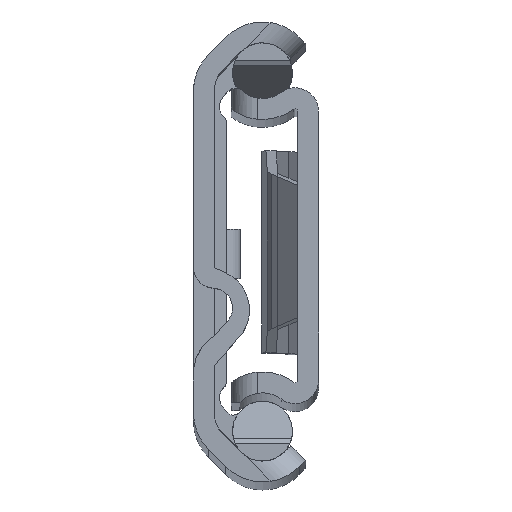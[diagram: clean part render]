
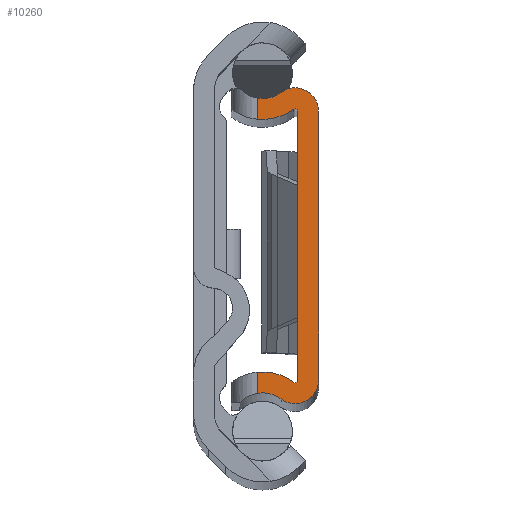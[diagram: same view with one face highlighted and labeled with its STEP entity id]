
A CAD part, top view. The second image highlights one B-rep face of the part: STEP entity #10260.
In plain terms, the highlighted planar face has unit normal (0, 0, 1).
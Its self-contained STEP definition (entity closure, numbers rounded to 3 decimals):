
#58 = VECTOR ( 'NONE', #1250, 1000. ) ;
#393 = ORIENTED_EDGE ( 'NONE', *, *, #4672, .T. ) ;
#497 = CIRCLE ( 'NONE', #4351, 3.98 ) ;
#522 = LINE ( 'NONE', #6578, #2883 ) ;
#659 = VERTEX_POINT ( 'NONE', #10682 ) ;
#725 = VERTEX_POINT ( 'NONE', #10286 ) ;
#727 = DIRECTION ( 'NONE',  ( 0., -1., 0. ) ) ;
#817 = EDGE_CURVE ( 'NONE', #1618, #725, #3455, .T. ) ;
#840 = VERTEX_POINT ( 'NONE', #3877 ) ;
#874 = VERTEX_POINT ( 'NONE', #10777 ) ;
#1250 = DIRECTION ( 'NONE',  ( 0., -1., 0. ) ) ;
#1320 = DIRECTION ( 'NONE',  ( 1., 0., 0. ) ) ;
#1459 = ORIENTED_EDGE ( 'NONE', *, *, #817, .T. ) ;
#1618 = VERTEX_POINT ( 'NONE', #8229 ) ;
#1828 = DIRECTION ( 'NONE',  ( 1., 0., 0. ) ) ;
#1975 = CIRCLE ( 'NONE', #11756, 1.8 ) ;
#2029 = VERTEX_POINT ( 'NONE', #12574 ) ;
#2721 = CARTESIAN_POINT ( 'NONE',  ( -4.3, 13.67, 0. ) ) ;
#2883 = VECTOR ( 'NONE', #4394, 1000. ) ;
#2930 = CARTESIAN_POINT ( 'NONE',  ( -2.877, 11.763, 0. ) ) ;
#2987 = AXIS2_PLACEMENT_3D ( 'NONE', #9845, #11899, #1320 ) ;
#3301 = CARTESIAN_POINT ( 'NONE',  ( -4.7, -9.71, 0. ) ) ;
#3455 = LINE ( 'NONE', #6412, #9590 ) ;
#3596 = DIRECTION ( 'NONE',  ( 0., 1., 0. ) ) ;
#3877 = CARTESIAN_POINT ( 'NONE',  ( -4.7, 11.324, 0. ) ) ;
#3991 = EDGE_CURVE ( 'NONE', #8928, #6666, #522, .T. ) ;
#4235 = CARTESIAN_POINT ( 'NONE',  ( -4.3, 13.67, 0. ) ) ;
#4244 = EDGE_CURVE ( 'NONE', #6666, #874, #8217, .T. ) ;
#4335 = CARTESIAN_POINT ( 'NONE',  ( -1.92, -10.48, 0. ) ) ;
#4351 = AXIS2_PLACEMENT_3D ( 'NONE', #2721, #8724, #1828 ) ;
#4394 = DIRECTION ( 'NONE',  ( 0., -1., 0. ) ) ;
#4439 = ORIENTED_EDGE ( 'NONE', *, *, #10593, .T. ) ;
#4445 = ORIENTED_EDGE ( 'NONE', *, *, #5931, .T. ) ;
#4504 = ORIENTED_EDGE ( 'NONE', *, *, #4951, .T. ) ;
#4672 = EDGE_CURVE ( 'NONE', #2029, #8287, #10444, .T. ) ;
#4930 = AXIS2_PLACEMENT_3D ( 'NONE', #7755, #9666, #5838 ) ;
#4951 = EDGE_CURVE ( 'NONE', #840, #12010, #6099, .T. ) ;
#5043 = ORIENTED_EDGE ( 'NONE', *, *, #7837, .T. ) ;
#5054 = DIRECTION ( 'NONE',  ( 0., 0., 1. ) ) ;
#5204 = CARTESIAN_POINT ( 'NONE',  ( -4.7, 9.71, 0. ) ) ;
#5541 = DIRECTION ( 'NONE',  ( 0., 0., 1. ) ) ;
#5590 = CIRCLE ( 'NONE', #9263, 2.38 ) ;
#5642 = CARTESIAN_POINT ( 'NONE',  ( 0., 10.32, 0. ) ) ;
#5838 = DIRECTION ( 'NONE',  ( 1., 0., 0. ) ) ;
#5931 = EDGE_CURVE ( 'NONE', #8287, #840, #5590, .T. ) ;
#5953 = ORIENTED_EDGE ( 'NONE', *, *, #4244, .T. ) ;
#6046 = AXIS2_PLACEMENT_3D ( 'NONE', #7795, #5054, #8758 ) ;
#6047 = DIRECTION ( 'NONE',  ( 1., 0., 0. ) ) ;
#6099 = LINE ( 'NONE', #9976, #58 ) ;
#6143 = VERTEX_POINT ( 'NONE', #10669 ) ;
#6246 = DIRECTION ( 'NONE',  ( 1., 0., 0. ) ) ;
#6412 = CARTESIAN_POINT ( 'NONE',  ( -1.6, 0., 0. ) ) ;
#6465 = CIRCLE ( 'NONE', #10718, 0.2 ) ;
#6578 = CARTESIAN_POINT ( 'NONE',  ( -4.7, 10.32, 0. ) ) ;
#6666 = VERTEX_POINT ( 'NONE', #11808 ) ;
#6821 = DIRECTION ( 'NONE',  ( 1., 0., 0. ) ) ;
#6859 = CIRCLE ( 'NONE', #6046, 3.98 ) ;
#7014 = ORIENTED_EDGE ( 'NONE', *, *, #3991, .T. ) ;
#7530 = EDGE_CURVE ( 'NONE', #12010, #659, #497, .T. ) ;
#7573 = ORIENTED_EDGE ( 'NONE', *, *, #9540, .T. ) ;
#7583 = CARTESIAN_POINT ( 'NONE',  ( -1.8, 10.32, 0. ) ) ;
#7687 = LINE ( 'NONE', #5642, #8856 ) ;
#7755 = CARTESIAN_POINT ( 'NONE',  ( -1.8, 10.32, 0. ) ) ;
#7795 = CARTESIAN_POINT ( 'NONE',  ( -4.3, -13.67, 0. ) ) ;
#7837 = EDGE_CURVE ( 'NONE', #6143, #2029, #7687, .T. ) ;
#7860 = DIRECTION ( 'NONE',  ( 1., 0., 0. ) ) ;
#8217 = CIRCLE ( 'NONE', #10646, 2.38 ) ;
#8229 = CARTESIAN_POINT ( 'NONE',  ( -1.6, 10.32, 0. ) ) ;
#8287 = VERTEX_POINT ( 'NONE', #2930 ) ;
#8299 = PLANE ( 'NONE',  #8906 ) ;
#8370 = ORIENTED_EDGE ( 'NONE', *, *, #7530, .T. ) ;
#8500 = VERTEX_POINT ( 'NONE', #4335 ) ;
#8699 = DIRECTION ( 'NONE',  ( 0., 0., -1. ) ) ;
#8724 = DIRECTION ( 'NONE',  ( 0., 0., 1. ) ) ;
#8758 = DIRECTION ( 'NONE',  ( 1., 0., 0. ) ) ;
#8763 = ORIENTED_EDGE ( 'NONE', *, *, #10913, .T. ) ;
#8801 = CARTESIAN_POINT ( 'NONE',  ( -4.3, -13.67, 0. ) ) ;
#8856 = VECTOR ( 'NONE', #3596, 1000. ) ;
#8906 = AXIS2_PLACEMENT_3D ( 'NONE', #7583, #5541, #9372 ) ;
#8928 = VERTEX_POINT ( 'NONE', #3301 ) ;
#9263 = AXIS2_PLACEMENT_3D ( 'NONE', #4235, #12027, #6047 ) ;
#9372 = DIRECTION ( 'NONE',  ( 1., 0., 0. ) ) ;
#9447 = EDGE_LOOP ( 'NONE', ( #7573, #7014, #5953, #4439, #5043, #393, #4445, #4504, #8370, #8763, #1459, #11971 ) ) ;
#9540 = EDGE_CURVE ( 'NONE', #8500, #8928, #6859, .T. ) ;
#9567 = EDGE_CURVE ( 'NONE', #725, #8500, #6465, .T. ) ;
#9590 = VECTOR ( 'NONE', #727, 1000. ) ;
#9666 = DIRECTION ( 'NONE',  ( 0., 0., 1. ) ) ;
#9845 = CARTESIAN_POINT ( 'NONE',  ( -1.8, 10.32, 0. ) ) ;
#9976 = CARTESIAN_POINT ( 'NONE',  ( -4.7, 10.32, 0. ) ) ;
#10065 = CARTESIAN_POINT ( 'NONE',  ( -1.8, -10.32, 0. ) ) ;
#10260 = ADVANCED_FACE ( 'NONE', ( #11349 ), #8299, .T. ) ;
#10286 = CARTESIAN_POINT ( 'NONE',  ( -1.6, -10.32, 0. ) ) ;
#10444 = CIRCLE ( 'NONE', #4930, 1.8 ) ;
#10593 = EDGE_CURVE ( 'NONE', #874, #6143, #1975, .T. ) ;
#10646 = AXIS2_PLACEMENT_3D ( 'NONE', #8801, #11654, #6821 ) ;
#10669 = CARTESIAN_POINT ( 'NONE',  ( 0., -10.32, 0. ) ) ;
#10682 = CARTESIAN_POINT ( 'NONE',  ( -1.92, 10.48, 0. ) ) ;
#10718 = AXIS2_PLACEMENT_3D ( 'NONE', #10787, #8699, #7860 ) ;
#10777 = CARTESIAN_POINT ( 'NONE',  ( -2.877, -11.763, 0. ) ) ;
#10787 = CARTESIAN_POINT ( 'NONE',  ( -1.8, -10.32, 0. ) ) ;
#10913 = EDGE_CURVE ( 'NONE', #659, #1618, #11548, .T. ) ;
#11349 = FACE_OUTER_BOUND ( 'NONE', #9447, .T. ) ;
#11548 = CIRCLE ( 'NONE', #2987, 0.2 ) ;
#11654 = DIRECTION ( 'NONE',  ( 0., 0., -1. ) ) ;
#11756 = AXIS2_PLACEMENT_3D ( 'NONE', #10065, #12034, #6246 ) ;
#11808 = CARTESIAN_POINT ( 'NONE',  ( -4.7, -11.324, 0. ) ) ;
#11899 = DIRECTION ( 'NONE',  ( 0., 0., -1. ) ) ;
#11971 = ORIENTED_EDGE ( 'NONE', *, *, #9567, .T. ) ;
#12010 = VERTEX_POINT ( 'NONE', #5204 ) ;
#12027 = DIRECTION ( 'NONE',  ( 0., 0., -1. ) ) ;
#12034 = DIRECTION ( 'NONE',  ( 0., 0., 1. ) ) ;
#12574 = CARTESIAN_POINT ( 'NONE',  ( 0., 10.32, 0. ) ) ;
